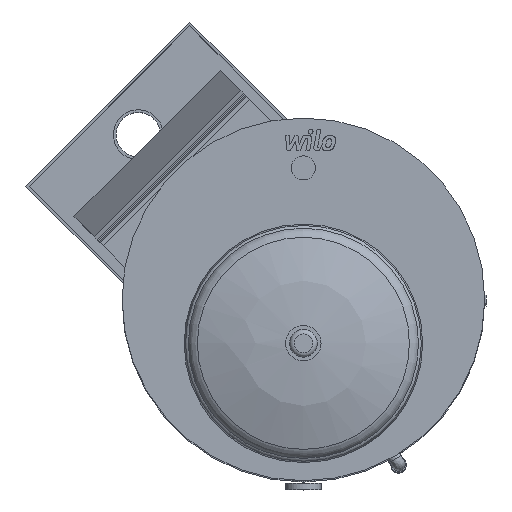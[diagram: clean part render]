
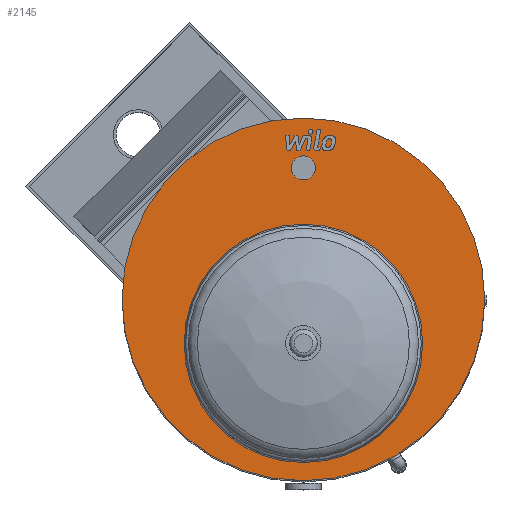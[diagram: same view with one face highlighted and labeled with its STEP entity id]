
A CAD part, top view. The second image highlights one B-rep face of the part: STEP entity #2145.
In plain terms, the highlighted planar face has unit normal (0, 0, 1).
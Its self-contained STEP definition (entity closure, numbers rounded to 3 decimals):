
#483=PLANE('',#2350);
#576=FACE_BOUND('',#821,.T.);
#577=FACE_BOUND('',#822,.T.);
#643=FACE_OUTER_BOUND('',#820,.T.);
#820=EDGE_LOOP('',(#1642));
#821=EDGE_LOOP('',(#1643));
#822=EDGE_LOOP('',(#1644));
#957=CIRCLE('',#2315,26.5);
#970=CIRCLE('',#2338,263.);
#975=CIRCLE('',#2349,400.);
#1044=VERTEX_POINT('',#3366);
#1057=VERTEX_POINT('',#3432);
#1062=VERTEX_POINT('',#3448);
#1263=EDGE_CURVE('',#1044,#1044,#957,.T.);
#1277=EDGE_CURVE('',#1057,#1057,#970,.T.);
#1282=EDGE_CURVE('',#1062,#1062,#975,.T.);
#1642=ORIENTED_EDGE('',*,*,#1282,.T.);
#1643=ORIENTED_EDGE('',*,*,#1263,.T.);
#1644=ORIENTED_EDGE('',*,*,#1277,.T.);
#2145=ADVANCED_FACE('',(#643,#576,#577),#483,.T.);
#2315=AXIS2_PLACEMENT_3D('',#3367,#2595,#2596);
#2338=AXIS2_PLACEMENT_3D('',#3433,#2641,#2642);
#2349=AXIS2_PLACEMENT_3D('',#3449,#2663,#2664);
#2350=AXIS2_PLACEMENT_3D('',#3450,#2665,#2666);
#2595=DIRECTION('center_axis',(0.,0.,
-1.));
#2596=DIRECTION('ref_axis',(0.,-1.,0.));
#2641=DIRECTION('center_axis',(0.,0.,
-1.));
#2642=DIRECTION('ref_axis',(0.,-1.,0.));
#2663=DIRECTION('center_axis',(0.,0.,
1.));
#2664=DIRECTION('ref_axis',(0.,-1.,0.));
#2665=DIRECTION('center_axis',(0.,0.,
1.));
#2666=DIRECTION('ref_axis',(1.,0.,0.));
#3366=CARTESIAN_POINT('',(0.,316.5,1700.));
#3367=CARTESIAN_POINT('Origin',(0.,290.,1700.));
#3432=CARTESIAN_POINT('',(0.,-360.,1700.));
#3433=CARTESIAN_POINT('Origin',(0.,-97.,
1700.));
#3448=CARTESIAN_POINT('',(0.,-400.,1700.));
#3449=CARTESIAN_POINT('Origin',(0.,0.,
1700.));
#3450=CARTESIAN_POINT('Origin',(0.,-200.,
1700.));
